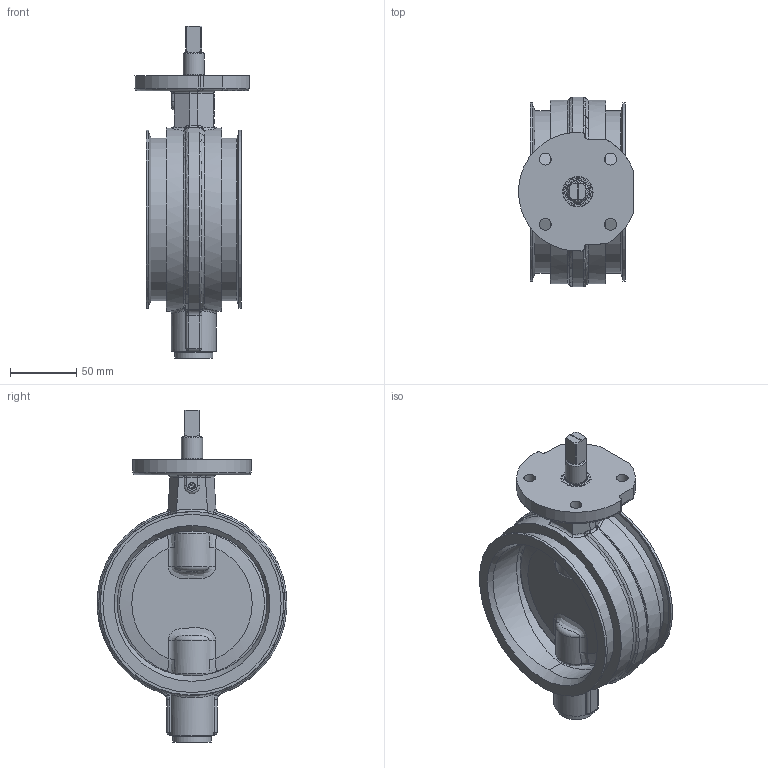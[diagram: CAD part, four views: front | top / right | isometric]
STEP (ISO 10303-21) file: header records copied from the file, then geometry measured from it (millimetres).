
FILE_DESCRIPTION((''),'2;1');
FILE_NAME('CK-120.stp','2012-05-25T09:44:51',('foss'),(''),'Autodesk Inventor 2011','Autodesk Inventor 2011','');
FILE_SCHEMA(('AUTOMOTIVE_DESIGN { 1 0 10303 214 1 1 1 1 }'));
Length unit declared in the file: millimetre
Products named in the file (1): Bauteil4
Bounding box: 86.83 x 143.73 x 251.5 mm (x, y, z)
Surface area: 191388.5 mm2 (no closed solid volume)
Topology: 0 solids, 14 shells, 717 faces, 1877 edges, 1217 vertices
Faces by surface type: plane 244, bspline 169, cylinder 162, cone 70, torus 60, sphere 12
Full cylindrical faces by diameter (mm): 4 x1, 4.917 x2, 6 x1, 9 x4, 12.4 x1, 12.5 x2, 12.8 x3, 13 x1, 15.2 x1, 16 x10, 16.5 x2, 18 x2, 20 x3, 22.376 x1, 23 x3, 24 x1, 24.3 x1, 28.9 x1, 29 x1, 34 x1, 123 x2, 135 x2, 139 x2
Entity records: 26791 total; most frequent: CARTESIAN_POINT 10295, ORIENTED_EDGE 3514, DIRECTION 2668, EDGE_CURVE 1757, VERTEX_POINT 1199, AXIS2_PLACEMENT_3D 1019, EDGE_LOOP 880, FACE_OUTER_BOUND 717
